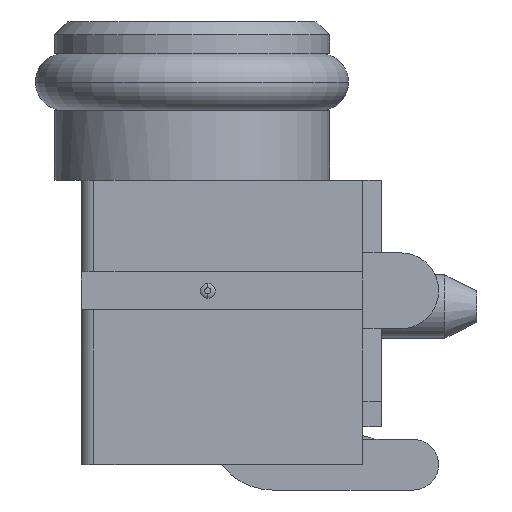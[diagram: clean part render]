
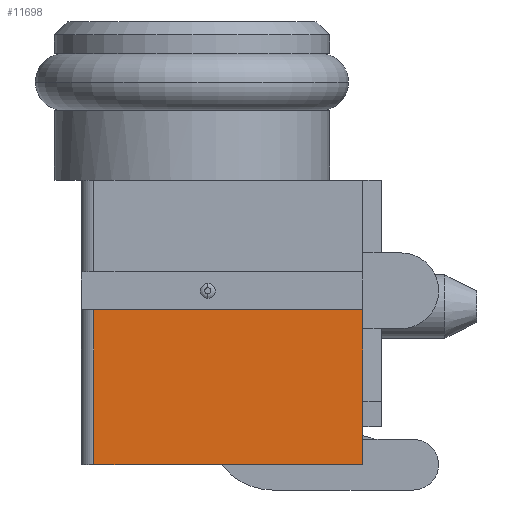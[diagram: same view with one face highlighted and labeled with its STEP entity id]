
A CAD part, left-side view. The second image highlights one B-rep face of the part: STEP entity #11698.
In plain terms, the highlighted planar face has unit normal (-1, 0, 0).
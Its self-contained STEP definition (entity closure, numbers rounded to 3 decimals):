
#1388=DIRECTION('',(0.,-1.,0.));
#1389=VECTOR('',#1388,4.25);
#1390=CARTESIAN_POINT('',(-5.25,1.55,-2.95));
#1391=LINE('',#1390,#1389);
#1431=DIRECTION('',(0.,0.,-1.));
#1432=VECTOR('',#1431,2.45);
#1433=CARTESIAN_POINT('',(-5.25,1.55,-0.5));
#1434=LINE('',#1433,#1432);
#1619=DIRECTION('',(0.,0.,1.));
#1620=VECTOR('',#1619,2.45);
#1621=CARTESIAN_POINT('',(-5.25,-2.7,-2.95));
#1622=LINE('',#1621,#1620);
#1687=DIRECTION('',(0.,-1.,0.));
#1688=VECTOR('',#1687,4.25);
#1689=CARTESIAN_POINT('',(-5.25,1.55,-0.5));
#1690=LINE('',#1689,#1688);
#8031=CARTESIAN_POINT('',(-5.25,1.55,-2.95));
#8032=VERTEX_POINT('',#8031);
#8033=CARTESIAN_POINT('',(-5.25,-2.7,-2.95));
#8034=VERTEX_POINT('',#8033);
#8037=CARTESIAN_POINT('',(-5.25,1.55,-0.5));
#8038=VERTEX_POINT('',#8037);
#8041=CARTESIAN_POINT('',(-5.25,-2.7,-0.5));
#8042=VERTEX_POINT('',#8041);
#11687=CARTESIAN_POINT('',(-5.25,1.35,-1.95));
#11688=DIRECTION('',(1.,0.,0.));
#11689=DIRECTION('',(0.,-1.,0.));
#11690=AXIS2_PLACEMENT_3D('',#11687,#11688,#11689);
#11691=PLANE('',#11690);
#11692=ORIENTED_EDGE('',*,*,#11377,.F.);
#11693=ORIENTED_EDGE('',*,*,#11393,.T.);
#11694=ORIENTED_EDGE('',*,*,#11583,.F.);
#11695=ORIENTED_EDGE('',*,*,#11349,.F.);
#11696=EDGE_LOOP('',(#11692,#11693,#11694,#11695));
#11697=FACE_OUTER_BOUND('',#11696,.F.);
#11698=ADVANCED_FACE('',(#11697),#11691,.F.);
#11349=EDGE_CURVE('',#8032,#8034,#1391,.T.);
#11377=EDGE_CURVE('',#8038,#8032,#1434,.T.);
#11393=EDGE_CURVE('',#8038,#8042,#1690,.T.);
#11583=EDGE_CURVE('',#8034,#8042,#1622,.T.);
